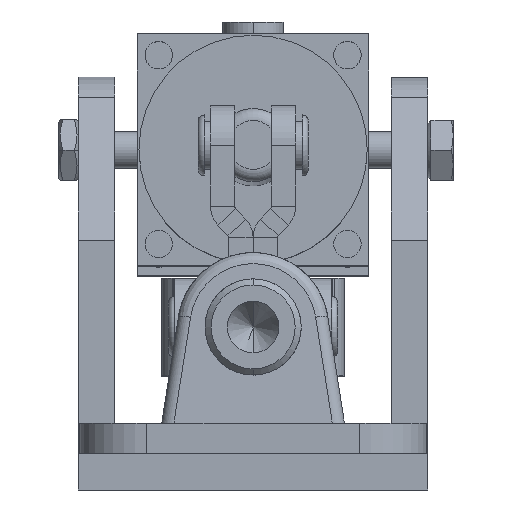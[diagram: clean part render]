
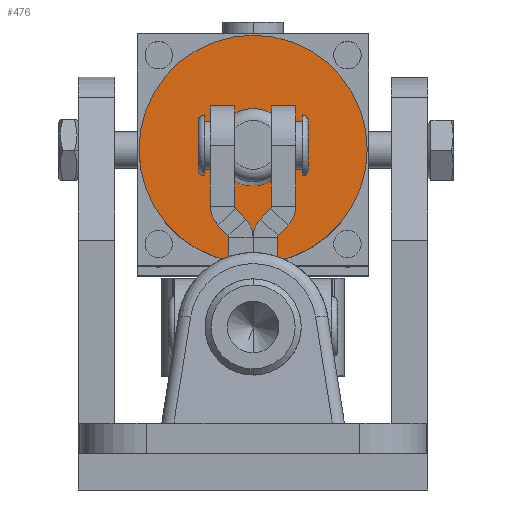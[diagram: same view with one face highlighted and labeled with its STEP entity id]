
A CAD part, left-side view. The second image highlights one B-rep face of the part: STEP entity #476.
In plain terms, the highlighted face is planar.
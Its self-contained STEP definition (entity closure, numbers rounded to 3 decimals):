
#476 = ADVANCED_FACE ( 'NONE', ( #26755, #26758 ), #18667, .F. ) ;
#943 = CARTESIAN_POINT ( 'NONE',  ( 0., 0., 0. ) ) ;
#944 = DIRECTION ( 'NONE',  ( -1., 0., 0. ) ) ;
#945 = DIRECTION ( 'NONE',  ( 0., 0., 1. ) ) ;
#964 = CARTESIAN_POINT ( 'NONE',  ( 0., 0., 0. ) ) ;
#965 = DIRECTION ( 'NONE',  ( -1., 0., 0. ) ) ;
#966 = DIRECTION ( 'NONE',  ( 0., 0., 1. ) ) ;
#3247 = CIRCLE ( 'NONE', #33801, 18.75 ) ;
#3248 = CIRCLE ( 'NONE', #33800, 6. ) ;
#4756 = EDGE_CURVE ( 'NONE', #9484, #9486, #3248, .T. ) ;
#4757 = EDGE_CURVE ( 'NONE', #9470, #9472, #3247, .T. ) ;
#7594 = CARTESIAN_POINT ( 'NONE',  ( 0., 0., -18.75 ) ) ;
#7595 = CARTESIAN_POINT ( 'NONE',  ( 0., 0., 18.75 ) ) ;
#7602 = CARTESIAN_POINT ( 'NONE',  ( 0., 0., 6. ) ) ;
#7603 = CARTESIAN_POINT ( 'NONE',  ( 0., 0., -6. ) ) ;
#9470 = VERTEX_POINT ( 'NONE', #7594 ) ;
#9472 = VERTEX_POINT ( 'NONE', #7595 ) ;
#9484 = VERTEX_POINT ( 'NONE', #7602 ) ;
#9486 = VERTEX_POINT ( 'NONE', #7603 ) ;
#10971 = CIRCLE ( 'NONE', #15022, 18.75 ) ;
#10983 = CIRCLE ( 'NONE', #15026, 6. ) ;
#15022 = AXIS2_PLACEMENT_3D ( 'NONE', #943, #944, #945 ) ;
#15026 = AXIS2_PLACEMENT_3D ( 'NONE', #964, #965, #966 ) ;
#18667 = PLANE ( 'NONE',  #33512 ) ;
#18668 = CARTESIAN_POINT ( 'NONE',  ( 0., 0., 0. ) ) ;
#18673 = DIRECTION ( 'NONE',  ( 1., 0., 0. ) ) ;
#18674 = DIRECTION ( 'NONE',  ( 0., 0., -1. ) ) ;
#20830 = ORIENTED_EDGE ( 'NONE', *, *, #4756, .F. ) ;
#20831 = ORIENTED_EDGE ( 'NONE', *, *, #30017, .F. ) ;
#20832 = ORIENTED_EDGE ( 'NONE', *, *, #30002, .T. ) ;
#20833 = ORIENTED_EDGE ( 'NONE', *, *, #4757, .T. ) ;
#21158 = EDGE_LOOP ( 'NONE', ( #20830, #20831 ) ) ;
#21162 = EDGE_LOOP ( 'NONE', ( #20832, #20833 ) ) ;
#26755 = FACE_BOUND ( 'NONE', #21158, .T. ) ;
#26758 = FACE_OUTER_BOUND ( 'NONE', #21162, .T. ) ;
#30002 = EDGE_CURVE ( 'NONE', #9472, #9470, #10971, .T. ) ;
#30017 = EDGE_CURVE ( 'NONE', #9486, #9484, #10983, .T. ) ;
#30864 = CARTESIAN_POINT ( 'NONE',  ( 0., 0., 0. ) ) ;
#30865 = DIRECTION ( 'NONE',  ( -1., 0., 0. ) ) ;
#30867 = DIRECTION ( 'NONE',  ( 0., 0., 1. ) ) ;
#30869 = CARTESIAN_POINT ( 'NONE',  ( 0., 0., 0. ) ) ;
#30871 = DIRECTION ( 'NONE',  ( -1., 0., 0. ) ) ;
#30873 = DIRECTION ( 'NONE',  ( 0., 0., 1. ) ) ;
#33512 = AXIS2_PLACEMENT_3D ( 'NONE', #18668, #18673, #18674 ) ;
#33800 = AXIS2_PLACEMENT_3D ( 'NONE', #30864, #30865, #30867 ) ;
#33801 = AXIS2_PLACEMENT_3D ( 'NONE', #30869, #30871, #30873 ) ;
